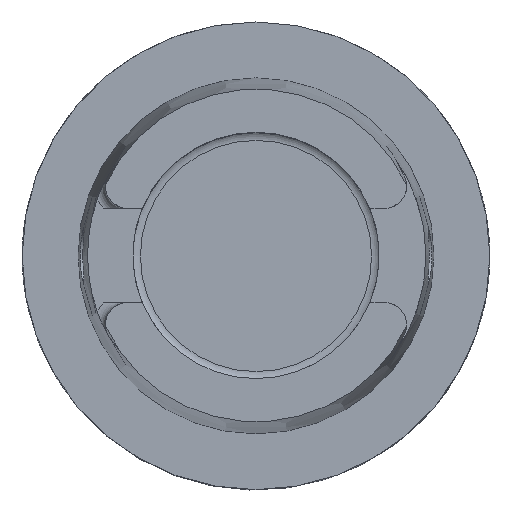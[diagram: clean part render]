
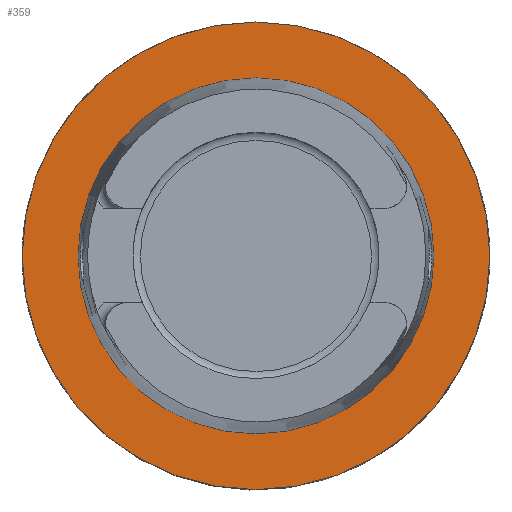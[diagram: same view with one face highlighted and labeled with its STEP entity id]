
A CAD part, top view. The second image highlights one B-rep face of the part: STEP entity #359.
In plain terms, the highlighted planar face has unit normal (0, 0, 1).
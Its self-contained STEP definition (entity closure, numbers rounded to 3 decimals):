
#37=FACE_BOUND('',#514,.T.);
#38=FACE_BOUND('',#515,.T.);
#110=PLANE('',#1538);
#359=ADVANCED_FACE('',(#37,#38),#110,.F.);
#514=EDGE_LOOP('',(#869));
#515=EDGE_LOOP('',(#870));
#869=ORIENTED_EDGE('',*,*,#1291,.F.);
#870=ORIENTED_EDGE('',*,*,#1290,.F.);
#1108=VERTEX_POINT('',#2495);
#1109=VERTEX_POINT('',#2498);
#1290=EDGE_CURVE('',#1108,#1108,#1401,.T.);
#1291=EDGE_CURVE('',#1109,#1109,#1402,.T.);
#1401=CIRCLE('',#1535,19.975);
#1402=CIRCLE('',#1537,15.204);
#1535=AXIS2_PLACEMENT_3D('',#2494,#1834,#1835);
#1537=AXIS2_PLACEMENT_3D('',#2497,#1838,#1839);
#1538=AXIS2_PLACEMENT_3D('',#2499,#1840,#1841);
#1834=DIRECTION('',(0.,0.,-1.));
#1835=DIRECTION('',(-1.,0.,0.));
#1838=DIRECTION('',(0.,0.,1.));
#1839=DIRECTION('',(-1.,0.,0.));
#1840=DIRECTION('',(0.,0.,-1.));
#1841=DIRECTION('',(-1.,0.,0.));
#2494=CARTESIAN_POINT('',(0.,0.,0.));
#2495=CARTESIAN_POINT('',(-19.975,0.,0.));
#2497=CARTESIAN_POINT('',(0.,0.,0.));
#2498=CARTESIAN_POINT('',(-15.204,0.,0.));
#2499=CARTESIAN_POINT('',(0.,-16.014,0.));
